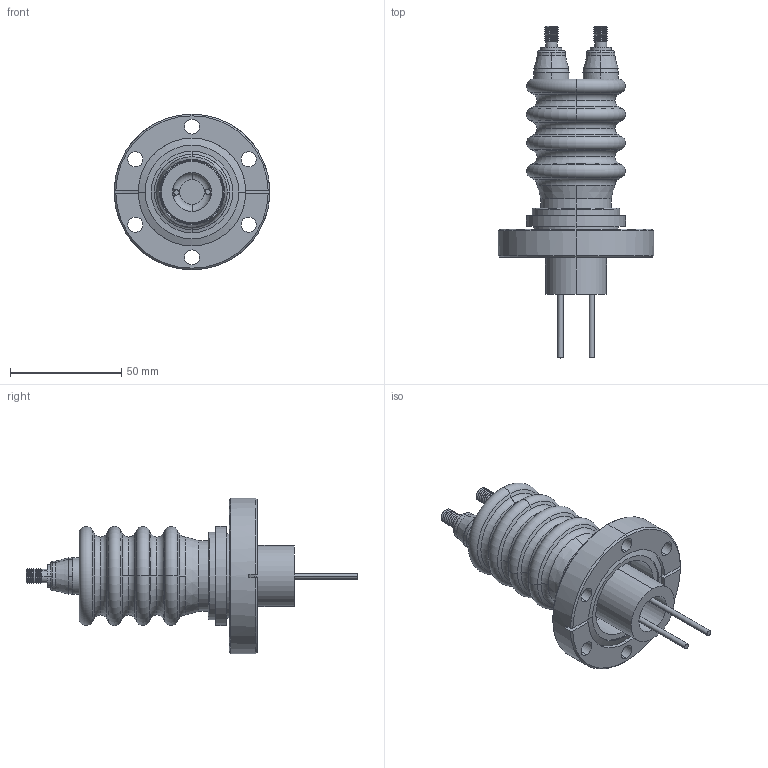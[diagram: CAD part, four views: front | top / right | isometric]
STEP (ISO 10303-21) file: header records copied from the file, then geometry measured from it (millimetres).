
FILE_DESCRIPTION (( 'STEP AP214' ), '1' );
FILE_NAME ('266-24CU30K-2-C40.STEP', '2016-11-17T14:46:10', ( 'allectra' ), ( 'Microsoft' ), 'SwSTEP 2.0', 'SolidWorks 2014', '' );
FILE_SCHEMA (( 'AUTOMOTIVE_DESIGN' ));
Length unit declared in the file: millimetre
Products named in the file (2): 266-24CU30K-2-C40
Bounding box: 69.85 x 148.91 x 69.85 mm (x, y, z)
Volume: 109548.9 mm3; surface area: 39534.4 mm2
Topology: 1 solids, 1 shells, 289 faces, 724 edges, 456 vertices
Faces by surface type: cone 131, cylinder 84, torus 40, plane 34
Entity records: 9220 total; most frequent: CARTESIAN_POINT 1946, DIRECTION 1665, ORIENTED_EDGE 1448, EDGE_CURVE 724, AXIS2_PLACEMENT_3D 721, VERTEX_POINT 456, CIRCLE 430, EDGE_LOOP 320
